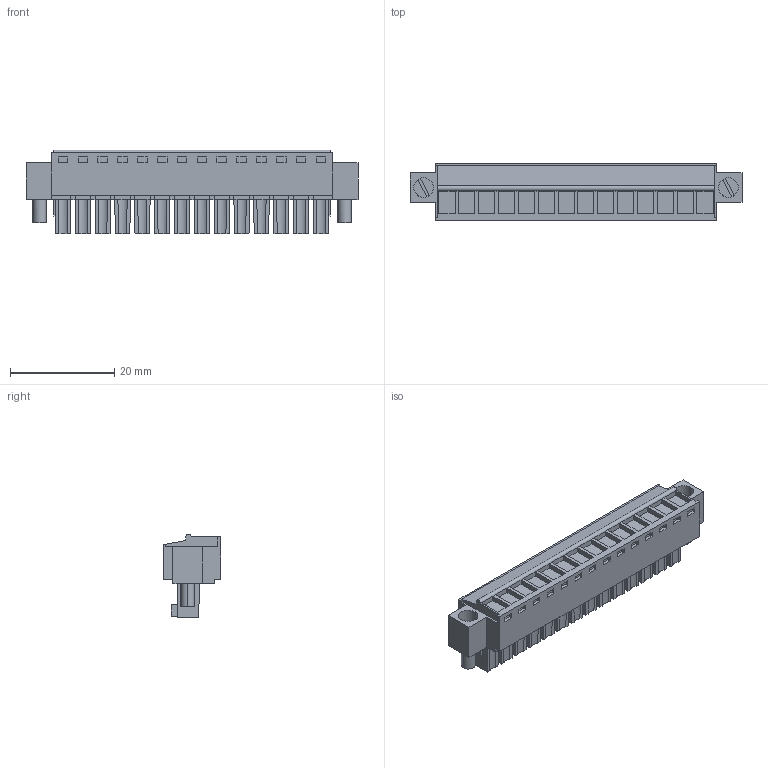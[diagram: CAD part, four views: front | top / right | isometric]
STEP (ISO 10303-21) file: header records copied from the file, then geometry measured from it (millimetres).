
FILE_DESCRIPTION(('CATIA V5 STEP','CAx-IF Rec.Pracs.--- Model Styling and Organization---1.2---2011-12-15'),'2;1');
FILE_NAME ('D1459740_0_1941130000_1941130000.stp','2017-04-14T13:27:04+00:00',('none'),('Weidmueller'),'CATIA Version 5-6 Release 2014','CATIA V5 STEP AP214','none');
FILE_SCHEMA(('AUTOMOTIVE_DESIGN { 1 0 10303 214 1 1 1 1 }'));
Length unit declared in the file: millimetre
Products named in the file (1): 1941130000
Bounding box: 63.73 x 11.1 x 16.1 mm (x, y, z)
Volume: 5854.1 mm3; surface area: 5543.2 mm2
Topology: 17 solids, 17 shells, 736 faces, 1843 edges, 1215 vertices
Faces by surface type: plane 607, cylinder 129
Entity records: 20209 total; most frequent: CARTESIAN_POINT 3863, ORIENTED_EDGE 3686, DIRECTION 2656, EDGE_CURVE 1843, VECTOR 1493, LINE 1493, VERTEX_POINT 1215, EDGE_LOOP 814
